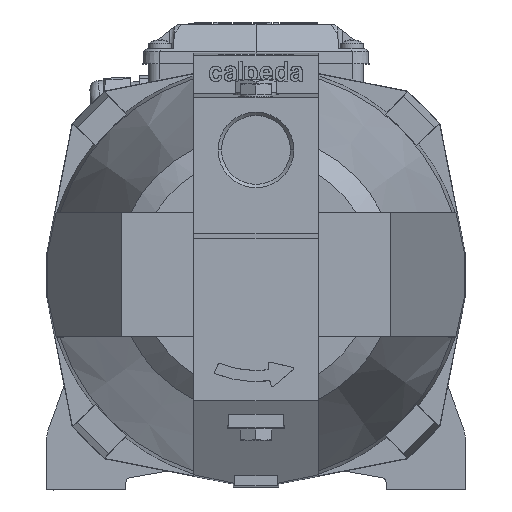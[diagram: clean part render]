
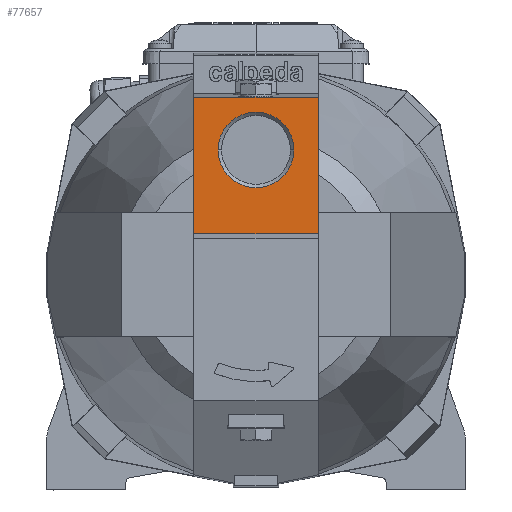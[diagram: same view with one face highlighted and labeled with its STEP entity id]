
A CAD part, top view. The second image highlights one B-rep face of the part: STEP entity #77657.
In plain terms, the highlighted face is planar.
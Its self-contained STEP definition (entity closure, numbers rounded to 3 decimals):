
#1829 = ORIENTED_EDGE ( 'NONE', *, *, #17466, .T. ) ;
#3503 = VERTEX_POINT ( 'NONE', #39815 ) ;
#4272 = DIRECTION ( 'NONE',  ( 0., -1., 0. ) ) ;
#7071 = CARTESIAN_POINT ( 'NONE',  ( 170., -27.5, 18. ) ) ;
#8213 = EDGE_CURVE ( 'NONE', #87719, #26136, #63427, .T. ) ;
#8717 = PLANE ( 'NONE',  #12670 ) ;
#9206 = EDGE_LOOP ( 'NONE', ( #95838, #72084 ) ) ;
#12280 = AXIS2_PLACEMENT_3D ( 'NONE', #20230, #83164, #56861 ) ;
#12670 = AXIS2_PLACEMENT_3D ( 'NONE', #33922, #87143, #67732 ) ;
#16329 = CARTESIAN_POINT ( 'NONE',  ( 170., -27.5, 78.22 ) ) ;
#17466 = EDGE_CURVE ( 'NONE', #3503, #77278, #27838, .T. ) ;
#18711 = ORIENTED_EDGE ( 'NONE', *, *, #50833, .F. ) ;
#19708 = VECTOR ( 'NONE', #67036, 1000. ) ;
#20230 = CARTESIAN_POINT ( 'NONE',  ( 170., 0., 55. ) ) ;
#22567 = CARTESIAN_POINT ( 'NONE',  ( 170., 27.5, 18. ) ) ;
#22690 = EDGE_CURVE ( 'NONE', #77278, #35423, #56214, .T. ) ;
#24757 = FACE_OUTER_BOUND ( 'NONE', #59364, .T. ) ;
#26136 = VERTEX_POINT ( 'NONE', #60771 ) ;
#26963 = LINE ( 'NONE', #72766, #72131 ) ;
#27838 = LINE ( 'NONE', #75299, #84718 ) ;
#33922 = CARTESIAN_POINT ( 'NONE',  ( 170., -27.5, 80. ) ) ;
#35423 = VERTEX_POINT ( 'NONE', #7071 ) ;
#39815 = CARTESIAN_POINT ( 'NONE',  ( 170., 27.5, 78.22 ) ) ;
#42332 = EDGE_CURVE ( 'NONE', #3503, #76211, #26963, .T. ) ;
#47248 = LINE ( 'NONE', #22567, #48924 ) ;
#48924 = VECTOR ( 'NONE', #4272, 1000. ) ;
#50331 = CARTESIAN_POINT ( 'NONE',  ( 170., 0., 55. ) ) ;
#50833 = EDGE_CURVE ( 'NONE', #76211, #35423, #47248, .T. ) ;
#53340 = CARTESIAN_POINT ( 'NONE',  ( 170., 27.5, 18. ) ) ;
#56214 = LINE ( 'NONE', #65341, #19708 ) ;
#56861 = DIRECTION ( 'NONE',  ( 0., 1., 0. ) ) ;
#57058 = CIRCLE ( 'NONE', #93569, 16.75 ) ;
#59150 = FACE_BOUND ( 'NONE', #9206, .T. ) ;
#59246 = DIRECTION ( 'NONE',  ( 0., -1., 0. ) ) ;
#59350 = CARTESIAN_POINT ( 'NONE',  ( 170., -16.75, 55. ) ) ;
#59364 = EDGE_LOOP ( 'NONE', ( #82785, #1829, #70510, #18711 ) ) ;
#60771 = CARTESIAN_POINT ( 'NONE',  ( 170., 16.75, 55. ) ) ;
#63427 = CIRCLE ( 'NONE', #12280, 16.75 ) ;
#65341 = CARTESIAN_POINT ( 'NONE',  ( 170., -27.5, -92.5 ) ) ;
#67036 = DIRECTION ( 'NONE',  ( 0., 0., -1. ) ) ;
#67732 = DIRECTION ( 'NONE',  ( 0., 0., -1. ) ) ;
#68993 = EDGE_CURVE ( 'NONE', #26136, #87719, #57058, .T. ) ;
#70510 = ORIENTED_EDGE ( 'NONE', *, *, #22690, .T. ) ;
#72084 = ORIENTED_EDGE ( 'NONE', *, *, #8213, .T. ) ;
#72131 = VECTOR ( 'NONE', #99081, 1000. ) ;
#72766 = CARTESIAN_POINT ( 'NONE',  ( 170., 27.5, -92.5 ) ) ;
#75299 = CARTESIAN_POINT ( 'NONE',  ( 170., -27.5, 78.22 ) ) ;
#76211 = VERTEX_POINT ( 'NONE', #53340 ) ;
#77278 = VERTEX_POINT ( 'NONE', #16329 ) ;
#77657 = ADVANCED_FACE ( 'NONE', ( #59150, #24757 ), #8717, .T. ) ;
#82785 = ORIENTED_EDGE ( 'NONE', *, *, #42332, .F. ) ;
#83164 = DIRECTION ( 'NONE',  ( -1., 0., 0. ) ) ;
#84718 = VECTOR ( 'NONE', #59246, 1000. ) ;
#85244 = DIRECTION ( 'NONE',  ( -1., 0., 0. ) ) ;
#87143 = DIRECTION ( 'NONE',  ( 1., 0., 0. ) ) ;
#87719 = VERTEX_POINT ( 'NONE', #59350 ) ;
#93569 = AXIS2_PLACEMENT_3D ( 'NONE', #50331, #85244, #101821 ) ;
#95838 = ORIENTED_EDGE ( 'NONE', *, *, #68993, .T. ) ;
#99081 = DIRECTION ( 'NONE',  ( 0., 0., -1. ) ) ;
#101821 = DIRECTION ( 'NONE',  ( 0., 1., 0. ) ) ;
